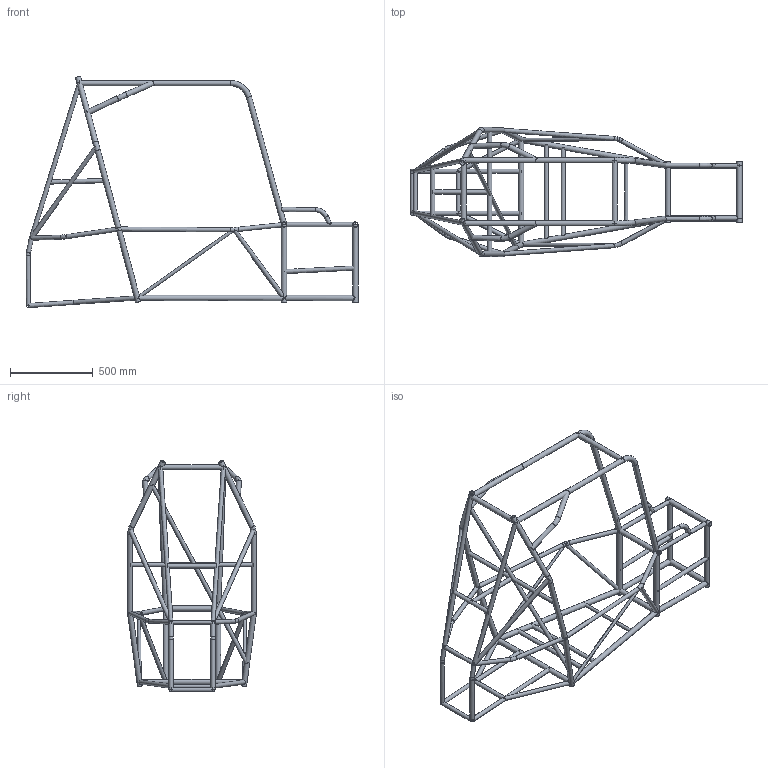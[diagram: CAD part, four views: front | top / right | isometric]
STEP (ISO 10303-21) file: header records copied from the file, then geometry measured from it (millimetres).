
FILE_DESCRIPTION(/* description */ (''),/* implementation_level */ '2;1');
FILE_NAME(/* name */ 'F22-FR-anagy-Frame-RevI.stp',/* time_stamp */ '2023-09-07T19:30:26-04:00',/* author */ (''),/* organization */ (''),/* preprocessor_version */ 'ST-DEVELOPER v18.101',/* originating_system */ 'SIEMENS PLM Software NX 2015',/* authorisation */ '');
FILE_SCHEMA (('AUTOMOTIVE_DESIGN { 1 0 10303 214 3 1 1 1 }'));
Length unit declared in the file: inch
Products named in the file (1): F22-FR-anagy-Frame-RevI
Bounding box: 2009.73 x 781.05 x 1400.12 mm (x, y, z)
Volume: 4096137 mm3; surface area: 5808486.2 mm2
Topology: 57 solids, 57 shells, 294 faces, 510 edges, 328 vertices
Faces by surface type: cylinder 165, plane 95, torus 34
Full cylindrical faces by diameter (mm): 17.272 x3, 19.05 x3, 21.184 x11, 22.911 x19, 23.622 x9, 25.4 x39, 28.575 x31, 31.75 x31
Entity records: 7642 total; most frequent: CARTESIAN_POINT 1884, DIRECTION 1138, ORIENTED_EDGE 618, EDGE_LOOP 584, FACE_BOUND 580, AXIS2_PLACEMENT_3D 569, EDGE_CURVE 309, VERTEX_POINT 305
